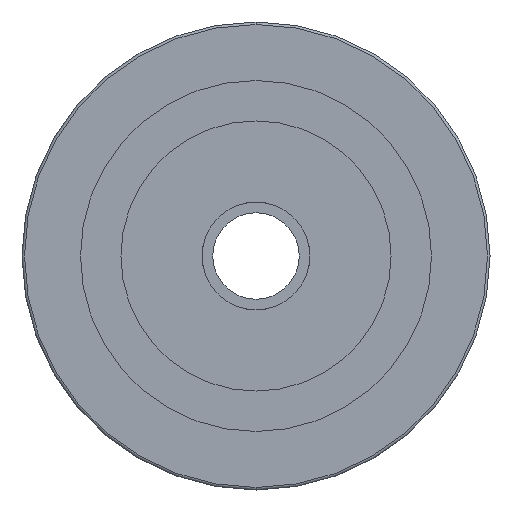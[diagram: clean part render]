
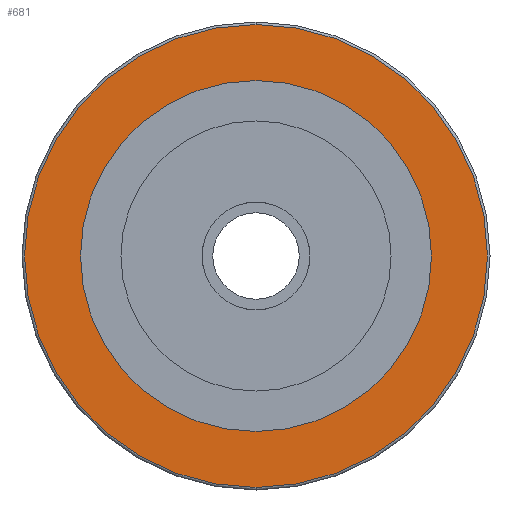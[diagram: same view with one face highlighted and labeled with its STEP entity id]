
A CAD part, front view. The second image highlights one B-rep face of the part: STEP entity #681.
In plain terms, the highlighted planar face has unit normal (0, -1, 0).
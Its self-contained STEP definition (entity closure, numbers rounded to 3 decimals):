
#134 = DIRECTION ( 'NONE',  ( 0., 1., 0. ) ) ;
#220 = DIRECTION ( 'NONE',  ( 0., 0., -1. ) ) ;
#229 = DIRECTION ( 'NONE',  ( 0., 1., 0. ) ) ;
#294 = DIRECTION ( 'NONE',  ( 0., 0., -1. ) ) ;
#418 = DIRECTION ( 'NONE',  ( 0., 0., 1. ) ) ;
#536 = CARTESIAN_POINT ( 'NONE',  ( 0., 0., 0. ) ) ;
#627 = CARTESIAN_POINT ( 'NONE',  ( 0., 0., 0. ) ) ;
#630 = AXIS2_PLACEMENT_3D ( 'NONE', #2383, #1186, #1002 ) ;
#681 = ADVANCED_FACE ( 'NONE', ( #930, #1141 ), #2196, .T. ) ;
#692 = EDGE_CURVE ( 'NONE', #2540, #1930, #1622, .T. ) ;
#693 = CARTESIAN_POINT ( 'NONE',  ( 0., 0., 0. ) ) ;
#710 = EDGE_CURVE ( 'NONE', #1609, #1161, #1079, .T. ) ;
#796 = CIRCLE ( 'NONE', #2474, 20.625 ) ;
#899 = EDGE_CURVE ( 'NONE', #1930, #2540, #1174, .T. ) ;
#930 = FACE_OUTER_BOUND ( 'NONE', #2282, .T. ) ;
#1002 = DIRECTION ( 'NONE',  ( 0., 0., -1. ) ) ;
#1079 = CIRCLE ( 'NONE', #2240, 20.625 ) ;
#1141 = FACE_BOUND ( 'NONE', #1353, .T. ) ;
#1161 = VERTEX_POINT ( 'NONE', #1362 ) ;
#1174 = CIRCLE ( 'NONE', #1552, 27.2 ) ;
#1186 = DIRECTION ( 'NONE',  ( 0., -1., 0. ) ) ;
#1296 = DIRECTION ( 'NONE',  ( 0., -1., 0. ) ) ;
#1353 = EDGE_LOOP ( 'NONE', ( #1954, #1703 ) ) ;
#1362 = CARTESIAN_POINT ( 'NONE',  ( 0., 0., 20.625 ) ) ;
#1552 = AXIS2_PLACEMENT_3D ( 'NONE', #693, #1296, #294 ) ;
#1609 = VERTEX_POINT ( 'NONE', #1832 ) ;
#1622 = CIRCLE ( 'NONE', #2105, 27.2 ) ;
#1703 = ORIENTED_EDGE ( 'NONE', *, *, #710, .T. ) ;
#1832 = CARTESIAN_POINT ( 'NONE',  ( 0., 0., -20.625 ) ) ;
#1853 = EDGE_CURVE ( 'NONE', #1161, #1609, #796, .T. ) ;
#1930 = VERTEX_POINT ( 'NONE', #2107 ) ;
#1954 = ORIENTED_EDGE ( 'NONE', *, *, #1853, .T. ) ;
#2105 = AXIS2_PLACEMENT_3D ( 'NONE', #627, #2233, #220 ) ;
#2107 = CARTESIAN_POINT ( 'NONE',  ( 0., 0., -27.2 ) ) ;
#2114 = CARTESIAN_POINT ( 'NONE',  ( 0., 0., 27.2 ) ) ;
#2196 = PLANE ( 'NONE',  #630 ) ;
#2226 = CARTESIAN_POINT ( 'NONE',  ( 0., 0., 0. ) ) ;
#2233 = DIRECTION ( 'NONE',  ( 0., -1., 0. ) ) ;
#2240 = AXIS2_PLACEMENT_3D ( 'NONE', #2226, #229, #418 ) ;
#2282 = EDGE_LOOP ( 'NONE', ( #2433, #2374 ) ) ;
#2374 = ORIENTED_EDGE ( 'NONE', *, *, #692, .T. ) ;
#2383 = CARTESIAN_POINT ( 'NONE',  ( -20.625, 0., 0. ) ) ;
#2433 = ORIENTED_EDGE ( 'NONE', *, *, #899, .T. ) ;
#2474 = AXIS2_PLACEMENT_3D ( 'NONE', #536, #134, #2528 ) ;
#2528 = DIRECTION ( 'NONE',  ( 0., 0., 1. ) ) ;
#2540 = VERTEX_POINT ( 'NONE', #2114 ) ;
